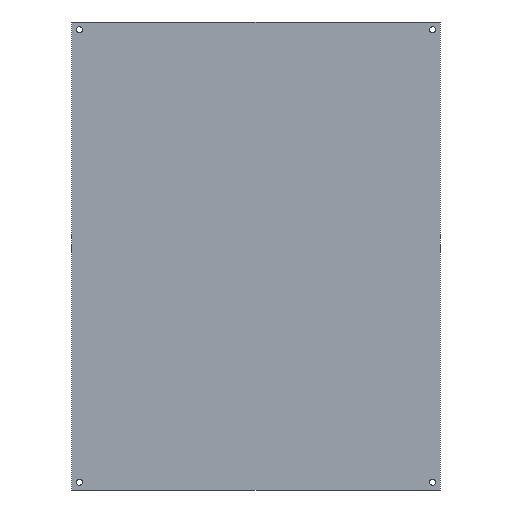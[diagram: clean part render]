
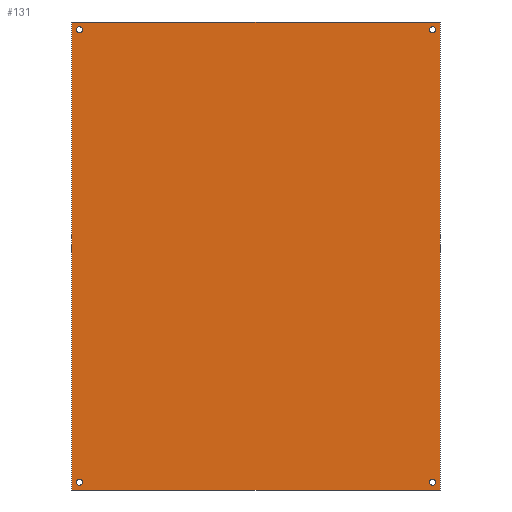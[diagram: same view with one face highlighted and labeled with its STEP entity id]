
A CAD part, front view. The second image highlights one B-rep face of the part: STEP entity #131.
In plain terms, the highlighted planar face has unit normal (0, -1, 0).
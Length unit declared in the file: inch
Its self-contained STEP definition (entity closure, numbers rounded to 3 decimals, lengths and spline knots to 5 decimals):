
#10 = VERTEX_POINT ( 'NONE', #85 ) ;
#13 = CARTESIAN_POINT ( 'NONE',  ( 7.125, -0.08, 9. ) ) ;
#18 = VECTOR ( 'NONE', #121, 39.37008 ) ;
#23 = EDGE_LOOP ( 'NONE', ( #220, #307, #42, #61 ) ) ;
#29 = EDGE_CURVE ( 'NONE', #168, #10, #77, .T. ) ;
#31 = VERTEX_POINT ( 'NONE', #141 ) ;
#36 = CARTESIAN_POINT ( 'NONE',  ( 7.44, -0.08, -9.44 ) ) ;
#41 = EDGE_CURVE ( 'NONE', #222, #222, #294, .T. ) ;
#42 = ORIENTED_EDGE ( 'NONE', *, *, #275, .F. ) ;
#44 = CARTESIAN_POINT ( 'NONE',  ( -7.44, -0.08, -9.44 ) ) ;
#49 = FACE_BOUND ( 'NONE', #84, .T. ) ;
#51 = EDGE_LOOP ( 'NONE', ( #90 ) ) ;
#53 = FACE_BOUND ( 'NONE', #224, .T. ) ;
#60 = LINE ( 'NONE', #44, #104 ) ;
#61 = ORIENTED_EDGE ( 'NONE', *, *, #164, .F. ) ;
#65 = PLANE ( 'NONE',  #282 ) ;
#66 = VERTEX_POINT ( 'NONE', #13 ) ;
#67 = CARTESIAN_POINT ( 'NONE',  ( 7.44, -0.08, -9.44 ) ) ;
#70 = DIRECTION ( 'NONE',  ( 0., 1., 0. ) ) ;
#74 = ORIENTED_EDGE ( 'NONE', *, *, #81, .T. ) ;
#77 = LINE ( 'NONE', #36, #187 ) ;
#81 = EDGE_CURVE ( 'NONE', #66, #66, #109, .T. ) ;
#83 = DIRECTION ( 'NONE',  ( -1., 0., 0. ) ) ;
#84 = EDGE_LOOP ( 'NONE', ( #317 ) ) ;
#85 = CARTESIAN_POINT ( 'NONE',  ( -7.44, -0.08, -9.44 ) ) ;
#87 = DIRECTION ( 'NONE',  ( 0., 0., -1. ) ) ;
#88 = DIRECTION ( 'NONE',  ( 0., 0., 1. ) ) ;
#90 = ORIENTED_EDGE ( 'NONE', *, *, #298, .T. ) ;
#98 = AXIS2_PLACEMENT_3D ( 'NONE', #265, #70, #292 ) ;
#100 = DIRECTION ( 'NONE',  ( 1., 0., 0. ) ) ;
#104 = VECTOR ( 'NONE', #111, 39.37008 ) ;
#107 = ORIENTED_EDGE ( 'NONE', *, *, #41, .T. ) ;
#109 = CIRCLE ( 'NONE', #309, 0.125 ) ;
#111 = DIRECTION ( 'NONE',  ( 0., 0., 1. ) ) ;
#114 = CARTESIAN_POINT ( 'NONE',  ( 7.125, -0.08, 9.125 ) ) ;
#115 = EDGE_LOOP ( 'NONE', ( #74 ) ) ;
#121 = DIRECTION ( 'NONE',  ( 0., 0., -1. ) ) ;
#128 = CIRCLE ( 'NONE', #98, 0.125 ) ;
#131 = ADVANCED_FACE ( 'NONE', ( #135, #53, #269, #49, #271 ), #65, .F. ) ;
#135 = FACE_BOUND ( 'NONE', #51, .T. ) ;
#141 = CARTESIAN_POINT ( 'NONE',  ( -7.44, -0.08, 9.44 ) ) ;
#145 = CARTESIAN_POINT ( 'NONE',  ( -7.125, -0.08, -9.125 ) ) ;
#164 = EDGE_CURVE ( 'NONE', #10, #31, #60, .T. ) ;
#165 = LINE ( 'NONE', #237, #169 ) ;
#168 = VERTEX_POINT ( 'NONE', #67 ) ;
#169 = VECTOR ( 'NONE', #100, 39.37008 ) ;
#186 = CIRCLE ( 'NONE', #303, 0.125 ) ;
#187 = VECTOR ( 'NONE', #83, 39.37008 ) ;
#188 = CARTESIAN_POINT ( 'NONE',  ( 7.125, -0.08, -9.25 ) ) ;
#191 = EDGE_CURVE ( 'NONE', #345, #168, #235, .T. ) ;
#204 = DIRECTION ( 'NONE',  ( 0., 1., 0. ) ) ;
#208 = CARTESIAN_POINT ( 'NONE',  ( 7.44, -0.08, 9.44 ) ) ;
#216 = AXIS2_PLACEMENT_3D ( 'NONE', #145, #308, #87 ) ;
#220 = ORIENTED_EDGE ( 'NONE', *, *, #29, .F. ) ;
#222 = VERTEX_POINT ( 'NONE', #310 ) ;
#224 = EDGE_LOOP ( 'NONE', ( #107 ) ) ;
#235 = LINE ( 'NONE', #208, #18 ) ;
#237 = CARTESIAN_POINT ( 'NONE',  ( -7.44, -0.08, 9.44 ) ) ;
#257 = DIRECTION ( 'NONE',  ( 0., 1., 0. ) ) ;
#258 = CARTESIAN_POINT ( 'NONE',  ( 0., -0.08, 0. ) ) ;
#259 = EDGE_CURVE ( 'NONE', #329, #329, #186, .T. ) ;
#260 = CARTESIAN_POINT ( 'NONE',  ( -7.125, -0.08, 9. ) ) ;
#265 = CARTESIAN_POINT ( 'NONE',  ( 7.125, -0.08, -9.125 ) ) ;
#269 = FACE_BOUND ( 'NONE', #115, .T. ) ;
#271 = FACE_OUTER_BOUND ( 'NONE', #23, .T. ) ;
#275 = EDGE_CURVE ( 'NONE', #31, #345, #165, .T. ) ;
#282 = AXIS2_PLACEMENT_3D ( 'NONE', #258, #286, #88 ) ;
#286 = DIRECTION ( 'NONE',  ( 0., 1., 0. ) ) ;
#287 = CARTESIAN_POINT ( 'NONE',  ( 7.44, -0.08, 9.44 ) ) ;
#292 = DIRECTION ( 'NONE',  ( 0., 0., -1. ) ) ;
#294 = CIRCLE ( 'NONE', #216, 0.125 ) ;
#298 = EDGE_CURVE ( 'NONE', #304, #304, #128, .T. ) ;
#303 = AXIS2_PLACEMENT_3D ( 'NONE', #337, #204, #333 ) ;
#304 = VERTEX_POINT ( 'NONE', #188 ) ;
#307 = ORIENTED_EDGE ( 'NONE', *, *, #191, .F. ) ;
#308 = DIRECTION ( 'NONE',  ( 0., 1., 0. ) ) ;
#309 = AXIS2_PLACEMENT_3D ( 'NONE', #114, #257, #328 ) ;
#310 = CARTESIAN_POINT ( 'NONE',  ( -7.125, -0.08, -9.25 ) ) ;
#317 = ORIENTED_EDGE ( 'NONE', *, *, #259, .T. ) ;
#328 = DIRECTION ( 'NONE',  ( 0., 0., -1. ) ) ;
#329 = VERTEX_POINT ( 'NONE', #260 ) ;
#333 = DIRECTION ( 'NONE',  ( 0., 0., -1. ) ) ;
#337 = CARTESIAN_POINT ( 'NONE',  ( -7.125, -0.08, 9.125 ) ) ;
#345 = VERTEX_POINT ( 'NONE', #287 ) ;
